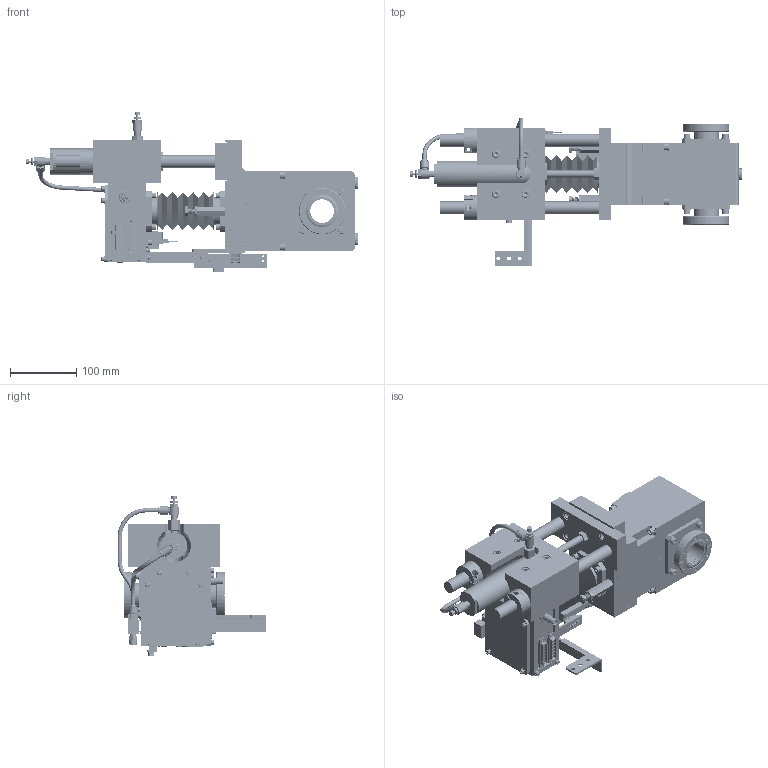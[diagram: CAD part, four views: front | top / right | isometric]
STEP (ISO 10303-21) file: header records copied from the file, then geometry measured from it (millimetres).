
FILE_DESCRIPTION (( 'STEP AP214' ), '1' );
FILE_NAME ('11204451-RETRACTED.STEP', '2012-04-25T12:53:45', ( 'Andrew' ), ( 'Microsoft' ), 'SwSTEP 2.0', 'SolidWorks 2011', '' );
FILE_SCHEMA (( 'AUTOMOTIVE_DESIGN' ));
Length unit declared in the file: millimetre
Products named in the file (1): 11204451-RETRACTED
Bounding box: 500.02 x 224.14 x 241.44 mm (x, y, z)
Volume: 2868491.2 mm3; surface area: 1001948.2 mm2
Topology: 175 solids, 175 shells, 6867 faces, 16328 edges, 10286 vertices
Faces by surface type: plane 2967, cylinder 2318, cone 1278, bspline 209, torus 75, sphere 20
Entity records: 305222 total; most frequent: CARTESIAN_POINT 67054, DIRECTION 34297, ORIENTED_EDGE 32328, EDGE_CURVE 16164, AXIS2_PLACEMENT_3D 12526, VERTEX_POINT 10286, LINE 9245, VECTOR 9245
